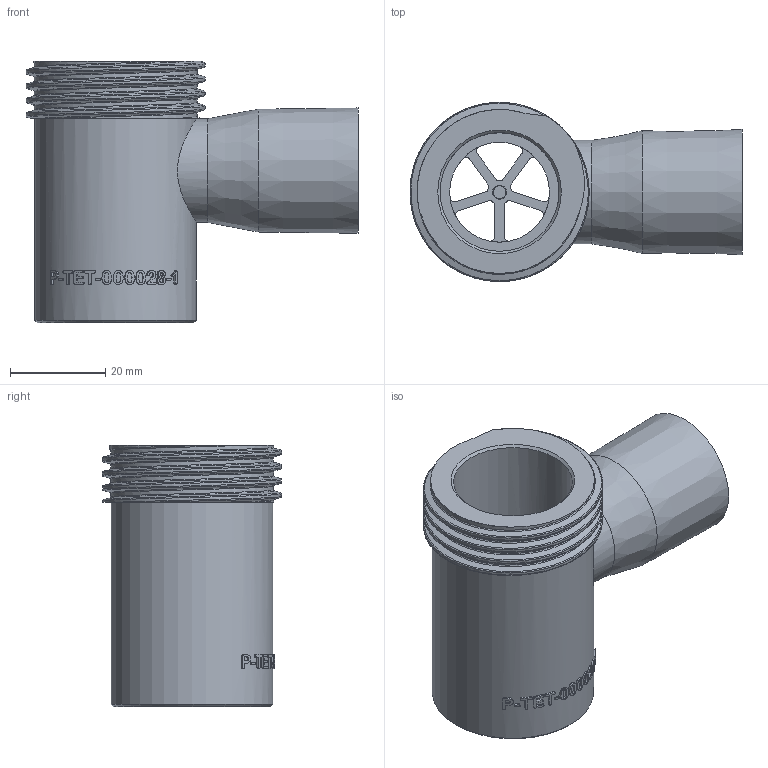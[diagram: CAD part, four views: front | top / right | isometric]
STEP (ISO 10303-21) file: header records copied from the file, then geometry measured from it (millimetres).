
FILE_DESCRIPTION(/* description */ (''),/* implementation_level */ '2;1');
FILE_NAME(/* name */ 'P-TET-000028-1_Tetra_valve_body.step',/* time_stamp */ '2020-08-31T13:09:48-04:00',/* author */ (''),/* organization */ (''),/* preprocessor_version */ 'ST-DEVELOPER v18.1',/* originating_system */ 'Autodesk Translation Framework v9.3.0.1241',/* authorisation */ '');
FILE_SCHEMA (('AUTOMOTIVE_DESIGN { 1 0 10303 214 3 1 1 }'));
Length unit declared in the file: millimetre
Products named in the file (1): P-TET-000028 Tetra valve body
Bounding box: 69.84 x 37.68 x 55 mm (x, y, z)
Volume: 29518.5 mm3; surface area: 18411 mm2
Topology: 2 solids, 2 shells, 469 faces, 1309 edges, 870 vertices
Faces by surface type: bspline 301, plane 83, cylinder 70, cone 8, torus 6, sphere 1
Full cylindrical faces by diameter (mm): 1.95 x1, 15.468 x1, 21 x1, 21.826 x1, 25 x1, 25.5 x1, 26.5 x2, 28.7 x1, 34 x1, 34.301 x3, 37.682 x3
Entity records: 23174 total; most frequent: CARTESIAN_POINT 12995, ORIENTED_EDGE 2630, EDGE_CURVE 1315, DIRECTION 1194, VERTEX_POINT 877, B_SPLINE_CURVE_WITH_KNOTS 637, EDGE_LOOP 508, LINE 500
